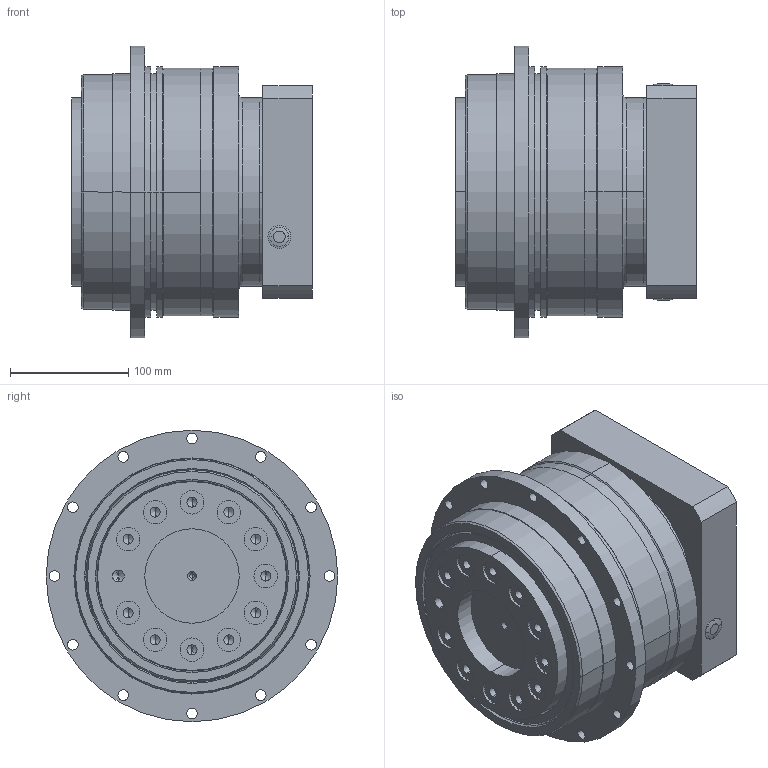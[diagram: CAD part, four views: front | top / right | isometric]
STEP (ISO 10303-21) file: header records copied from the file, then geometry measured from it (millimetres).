
FILE_DESCRIPTION (( 'STEP AP203' ), '1' );
FILE_NAME ('PGY200-L1-35-114.3-200-M12.STEP', '2020-06-27T05:48:36', ( 'ylmfeng' ), ( 'ylmfeng.com' ), 'SwSTEP 2.0', 'SolidWorks 2014', '' );
FILE_SCHEMA (( 'CONFIG_CONTROL_DESIGN' ));
Length unit declared in the file: millimetre
Products named in the file (1): PGY200-L1-35-114.3-200-M12
Bounding box: 204 x 247 x 247 mm (x, y, z)
Volume: 5907395.4 mm3; surface area: 564321.8 mm2
Topology: 31 solids, 31 shells, 693 faces, 1536 edges, 961 vertices
Faces by surface type: plane 287, cylinder 264, cone 74, torus 68
Entity records: 19741 total; most frequent: CARTESIAN_POINT 3851, DIRECTION 3550, ORIENTED_EDGE 3004, EDGE_CURVE 1502, AXIS2_PLACEMENT_3D 1384, VERTEX_POINT 961, EDGE_LOOP 839, LINE 782
